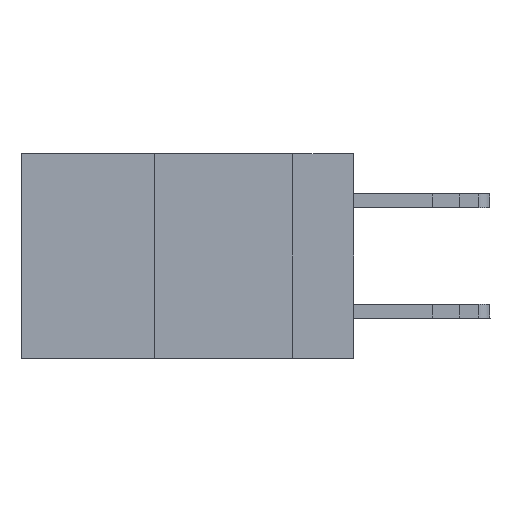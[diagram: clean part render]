
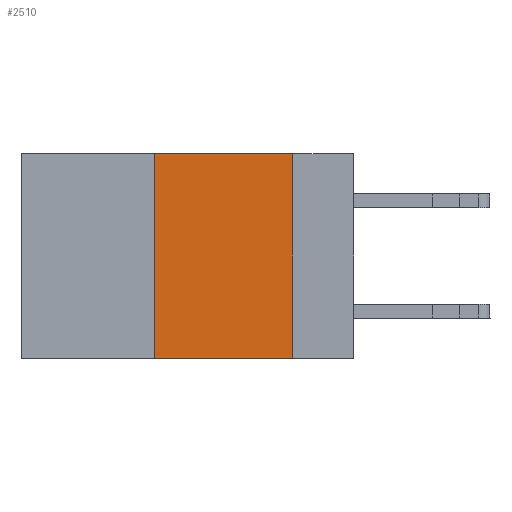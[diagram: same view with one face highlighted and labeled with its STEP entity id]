
A CAD part, left-side view. The second image highlights one B-rep face of the part: STEP entity #2510.
In plain terms, the highlighted planar face has unit normal (-1, 0, 0).
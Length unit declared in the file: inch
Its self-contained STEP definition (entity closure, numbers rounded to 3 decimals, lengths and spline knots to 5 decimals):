
#420 = DIRECTION ( 'NONE',  ( 0., 0., 1. ) ) ;
#699 = PLANE ( 'NONE',  #5120 ) ;
#938 = DIRECTION ( 'NONE',  ( 1., 0., 0. ) ) ;
#1851 = CARTESIAN_POINT ( 'NONE',  ( 0., 0.36, 0. ) ) ;
#2172 = VERTEX_POINT ( 'NONE', #4590 ) ;
#2510 = ADVANCED_FACE ( 'NONE', ( #16244 ), #699, .F. ) ;
#2598 = VECTOR ( 'NONE', #10939, 39.37008 ) ;
#4449 = VECTOR ( 'NONE', #9420, 39.37008 ) ;
#4590 = CARTESIAN_POINT ( 'NONE',  ( 0., 0.36, -0.37 ) ) ;
#5092 = ORIENTED_EDGE ( 'NONE', *, *, #14376, .F. ) ;
#5120 = AXIS2_PLACEMENT_3D ( 'NONE', #8608, #938, #15160 ) ;
#5152 = LINE ( 'NONE', #11688, #4449 ) ;
#5532 = LINE ( 'NONE', #12141, #8215 ) ;
#6898 = VERTEX_POINT ( 'NONE', #15818 ) ;
#7030 = EDGE_CURVE ( 'NONE', #14292, #11843, #16224, .T. ) ;
#7308 = EDGE_LOOP ( 'NONE', ( #5092, #9645, #11076, #10311 ) ) ;
#8102 = DIRECTION ( 'NONE',  ( 0., 0., -1. ) ) ;
#8215 = VECTOR ( 'NONE', #8102, 39.37008 ) ;
#8608 = CARTESIAN_POINT ( 'NONE',  ( 0., 0.6, 0. ) ) ;
#9407 = EDGE_CURVE ( 'NONE', #2172, #6898, #5152, .T. ) ;
#9420 = DIRECTION ( 'NONE',  ( 0., -1., 0. ) ) ;
#9497 = LINE ( 'NONE', #1851, #13147 ) ;
#9544 = EDGE_CURVE ( 'NONE', #2172, #14292, #9497, .T. ) ;
#9645 = ORIENTED_EDGE ( 'NONE', *, *, #7030, .F. ) ;
#10311 = ORIENTED_EDGE ( 'NONE', *, *, #9407, .T. ) ;
#10939 = DIRECTION ( 'NONE',  ( 0., -1., 0. ) ) ;
#11076 = ORIENTED_EDGE ( 'NONE', *, *, #9544, .F. ) ;
#11688 = CARTESIAN_POINT ( 'NONE',  ( 0., 0.6, -0.37 ) ) ;
#11843 = VERTEX_POINT ( 'NONE', #16319 ) ;
#12141 = CARTESIAN_POINT ( 'NONE',  ( 0., 0.11, 0. ) ) ;
#12441 = CARTESIAN_POINT ( 'NONE',  ( 0., 0.6, 0. ) ) ;
#13147 = VECTOR ( 'NONE', #420, 39.37008 ) ;
#14292 = VERTEX_POINT ( 'NONE', #16590 ) ;
#14376 = EDGE_CURVE ( 'NONE', #11843, #6898, #5532, .T. ) ;
#15160 = DIRECTION ( 'NONE',  ( 0., 0., -1. ) ) ;
#15818 = CARTESIAN_POINT ( 'NONE',  ( 0., 0.11, -0.37 ) ) ;
#16224 = LINE ( 'NONE', #12441, #2598 ) ;
#16244 = FACE_OUTER_BOUND ( 'NONE', #7308, .T. ) ;
#16319 = CARTESIAN_POINT ( 'NONE',  ( 0., 0.11, 0. ) ) ;
#16590 = CARTESIAN_POINT ( 'NONE',  ( 0., 0.36, 0. ) ) ;
